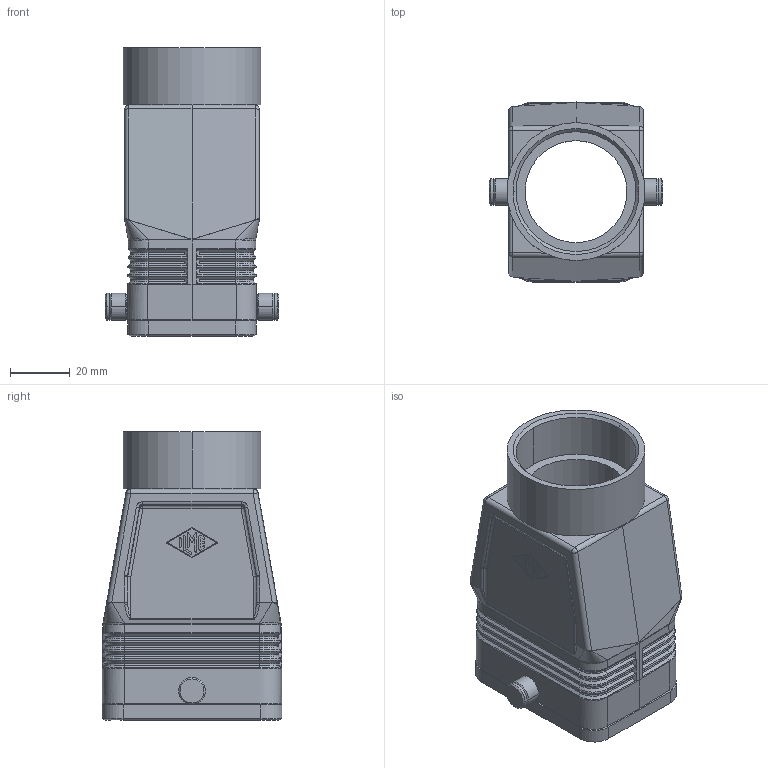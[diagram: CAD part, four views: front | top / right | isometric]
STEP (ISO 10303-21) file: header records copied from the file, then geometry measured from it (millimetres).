
FILE_DESCRIPTION(('Creo Elements/Direct Modeling STEP Export'),'2;1');
FILE_NAME('0ln7uvk4pm7h9ir5848','2019-03-12T15:05:12',(''),(''),'PTC Creo Elements/Direct Modeling STEP processor for AP214 (Solid Model)','PTC Creo Elements/Direct Modeling 19.0E 27-Jun-2016 (C) Parametric Technology GmbH','');
FILE_SCHEMA(('AUTOMOTIVE_DESIGN { 1 0 10303 214 1 1 1 1 }'));
Length unit declared in the file: millimetre
Products named in the file (2): MAV_06_GYC40
Assembly tree (1 placements, depth 2):
  MAV_06_GYC40
    MAV_06_GYC40
Bounding box: 58 x 60 x 96.25 mm (x, y, z)
Volume: 71178.5 mm3; surface area: 37934.4 mm2
Topology: 1 solids, 1 shells, 536 faces, 1281 edges, 745 vertices
Faces by surface type: cylinder 180, plane 176, bspline 148, sphere 14, cone 14, torus 4
Entity records: 32646 total; most frequent: CARTESIAN_POINT 21889, ORIENTED_EDGE 2514, DIRECTION 1748, EDGE_CURVE 1255, VERTEX_POINT 745, AXIS2_PLACEMENT_3D 598, EDGE_LOOP 562, VECTOR 552
